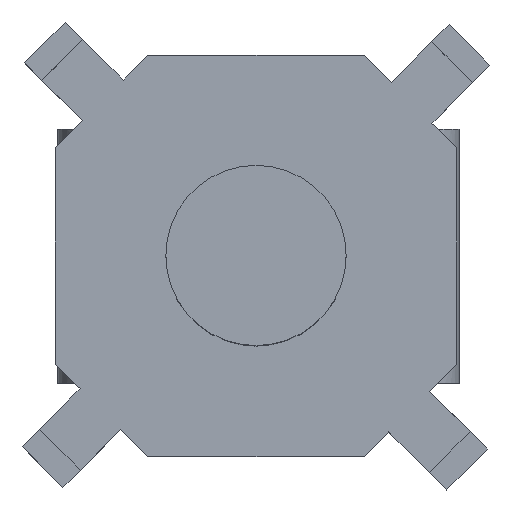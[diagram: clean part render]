
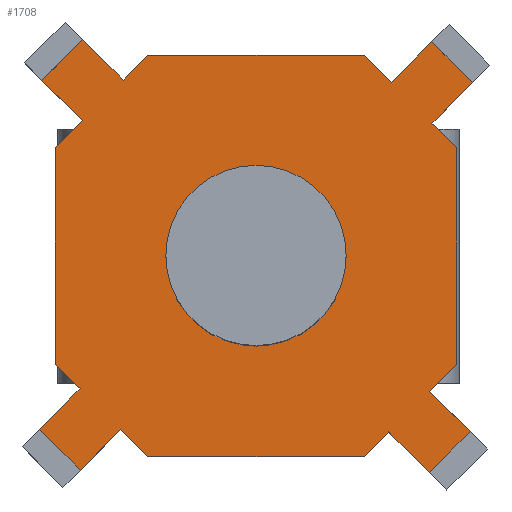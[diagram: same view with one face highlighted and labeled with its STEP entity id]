
A CAD part, top view. The second image highlights one B-rep face of the part: STEP entity #1708.
In plain terms, the highlighted planar face has unit normal (0, 0, 1).
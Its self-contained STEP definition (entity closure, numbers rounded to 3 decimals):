
#21=FACE_BOUND('',#220,.T.);
#41=PLANE('',#1821);
#127=FACE_OUTER_BOUND('',#219,.T.);
#219=EDGE_LOOP('',(#1335,#1336,#1337,#1338,#1339,#1340,#1341,#1342,#1343,
#1344,#1345,#1346,#1347,#1348,#1349,#1350,#1351,#1352,#1353,#1354,#1355,
#1356,#1357,#1358));
#220=EDGE_LOOP('',(#1359));
#291=CIRCLE('',#1811,11.);
#379=LINE('',#4380,#552);
#387=LINE('',#4396,#560);
#393=LINE('',#4407,#566);
#405=LINE('',#4431,#578);
#406=LINE('',#4434,#579);
#410=LINE('',#4444,#583);
#411=LINE('',#4446,#584);
#412=LINE('',#4448,#585);
#413=LINE('',#4450,#586);
#414=LINE('',#4452,#587);
#415=LINE('',#4454,#588);
#416=LINE('',#4456,#589);
#417=LINE('',#4458,#590);
#418=LINE('',#4460,#591);
#419=LINE('',#4462,#592);
#420=LINE('',#4464,#593);
#421=LINE('',#4466,#594);
#422=LINE('',#4468,#595);
#423=LINE('',#4470,#596);
#424=LINE('',#4472,#597);
#425=LINE('',#4474,#598);
#426=LINE('',#4476,#599);
#427=LINE('',#4478,#600);
#428=LINE('',#4479,#601);
#552=VECTOR('',#1987,10.);
#560=VECTOR('',#1999,10.);
#566=VECTOR('',#2007,10.);
#578=VECTOR('',#2025,10.);
#579=VECTOR('',#2028,10.);
#583=VECTOR('',#2036,10.);
#584=VECTOR('',#2037,10.);
#585=VECTOR('',#2038,10.);
#586=VECTOR('',#2039,10.);
#587=VECTOR('',#2040,10.);
#588=VECTOR('',#2041,10.);
#589=VECTOR('',#2042,10.);
#590=VECTOR('',#2043,10.);
#591=VECTOR('',#2044,10.);
#592=VECTOR('',#2045,10.);
#593=VECTOR('',#2046,10.);
#594=VECTOR('',#2047,10.);
#595=VECTOR('',#2048,10.);
#596=VECTOR('',#2049,10.);
#597=VECTOR('',#2050,10.);
#598=VECTOR('',#2051,10.);
#599=VECTOR('',#2052,10.);
#600=VECTOR('',#2053,10.);
#601=VECTOR('',#2054,10.);
#763=VERTEX_POINT('',#4374);
#764=VERTEX_POINT('',#4378);
#765=VERTEX_POINT('',#4379);
#770=VERTEX_POINT('',#4393);
#774=VERTEX_POINT('',#4402);
#784=VERTEX_POINT('',#4429);
#785=VERTEX_POINT('',#4433);
#789=VERTEX_POINT('',#4443);
#790=VERTEX_POINT('',#4445);
#791=VERTEX_POINT('',#4447);
#792=VERTEX_POINT('',#4449);
#793=VERTEX_POINT('',#4451);
#794=VERTEX_POINT('',#4453);
#795=VERTEX_POINT('',#4455);
#796=VERTEX_POINT('',#4457);
#797=VERTEX_POINT('',#4459);
#798=VERTEX_POINT('',#4461);
#799=VERTEX_POINT('',#4463);
#800=VERTEX_POINT('',#4465);
#801=VERTEX_POINT('',#4467);
#802=VERTEX_POINT('',#4469);
#803=VERTEX_POINT('',#4471);
#804=VERTEX_POINT('',#4473);
#805=VERTEX_POINT('',#4475);
#806=VERTEX_POINT('',#4477);
#962=EDGE_CURVE('',#763,#763,#291,.T.);
#963=EDGE_CURVE('',#764,#765,#379,.T.);
#971=EDGE_CURVE('',#770,#765,#387,.T.);
#977=EDGE_CURVE('',#774,#764,#393,.T.);
#989=EDGE_CURVE('',#784,#770,#405,.T.);
#990=EDGE_CURVE('',#774,#785,#406,.T.);
#995=EDGE_CURVE('',#784,#789,#410,.T.);
#996=EDGE_CURVE('',#790,#789,#411,.T.);
#997=EDGE_CURVE('',#790,#791,#412,.T.);
#998=EDGE_CURVE('',#791,#792,#413,.T.);
#999=EDGE_CURVE('',#793,#792,#414,.T.);
#1000=EDGE_CURVE('',#794,#793,#415,.T.);
#1001=EDGE_CURVE('',#794,#795,#416,.T.);
#1002=EDGE_CURVE('',#796,#795,#417,.T.);
#1003=EDGE_CURVE('',#796,#797,#418,.T.);
#1004=EDGE_CURVE('',#797,#798,#419,.T.);
#1005=EDGE_CURVE('',#799,#798,#420,.T.);
#1006=EDGE_CURVE('',#800,#799,#421,.T.);
#1007=EDGE_CURVE('',#800,#801,#422,.T.);
#1008=EDGE_CURVE('',#802,#801,#423,.T.);
#1009=EDGE_CURVE('',#802,#803,#424,.T.);
#1010=EDGE_CURVE('',#803,#804,#425,.T.);
#1011=EDGE_CURVE('',#805,#804,#426,.T.);
#1012=EDGE_CURVE('',#806,#805,#427,.T.);
#1013=EDGE_CURVE('',#806,#785,#428,.T.);
#1335=ORIENTED_EDGE('',*,*,#989,.F.);
#1336=ORIENTED_EDGE('',*,*,#995,.T.);
#1337=ORIENTED_EDGE('',*,*,#996,.F.);
#1338=ORIENTED_EDGE('',*,*,#997,.T.);
#1339=ORIENTED_EDGE('',*,*,#998,.T.);
#1340=ORIENTED_EDGE('',*,*,#999,.F.);
#1341=ORIENTED_EDGE('',*,*,#1000,.F.);
#1342=ORIENTED_EDGE('',*,*,#1001,.T.);
#1343=ORIENTED_EDGE('',*,*,#1002,.F.);
#1344=ORIENTED_EDGE('',*,*,#1003,.T.);
#1345=ORIENTED_EDGE('',*,*,#1004,.T.);
#1346=ORIENTED_EDGE('',*,*,#1005,.F.);
#1347=ORIENTED_EDGE('',*,*,#1006,.F.);
#1348=ORIENTED_EDGE('',*,*,#1007,.T.);
#1349=ORIENTED_EDGE('',*,*,#1008,.F.);
#1350=ORIENTED_EDGE('',*,*,#1009,.T.);
#1351=ORIENTED_EDGE('',*,*,#1010,.T.);
#1352=ORIENTED_EDGE('',*,*,#1011,.F.);
#1353=ORIENTED_EDGE('',*,*,#1012,.F.);
#1354=ORIENTED_EDGE('',*,*,#1013,.T.);
#1355=ORIENTED_EDGE('',*,*,#990,.F.);
#1356=ORIENTED_EDGE('',*,*,#977,.T.);
#1357=ORIENTED_EDGE('',*,*,#963,.T.);
#1358=ORIENTED_EDGE('',*,*,#971,.F.);
#1359=ORIENTED_EDGE('',*,*,#962,.T.);
#1708=ADVANCED_FACE('',(#127,#21),#41,.T.);
#1811=AXIS2_PLACEMENT_3D('',#4376,#1983,#1984);
#1821=AXIS2_PLACEMENT_3D('',#4442,#2034,#2035);
#1983=DIRECTION('center_axis',(0.,0.,-1.));
#1984=DIRECTION('ref_axis',(-1.,0.,0.));
#1987=DIRECTION('',(-0.707,0.707,0.));
#1999=DIRECTION('',(0.707,0.707,0.));
#2007=DIRECTION('',(0.707,0.707,0.));
#2025=DIRECTION('',(0.707,-0.707,0.));
#2028=DIRECTION('',(0.707,-0.707,0.));
#2034=DIRECTION('center_axis',(0.,0.,1.));
#2035=DIRECTION('ref_axis',(1.,0.,0.));
#2036=DIRECTION('',(-1.,0.,0.));
#2037=DIRECTION('',(0.707,0.707,0.));
#2038=DIRECTION('',(-0.707,0.707,0.));
#2039=DIRECTION('',(-0.707,-0.707,0.));
#2040=DIRECTION('',(-0.707,0.707,0.));
#2041=DIRECTION('',(0.707,0.707,0.));
#2042=DIRECTION('',(0.,-1.,0.));
#2043=DIRECTION('',(-0.707,0.707,0.));
#2044=DIRECTION('',(-0.707,-0.707,0.));
#2045=DIRECTION('',(0.707,-0.707,0.));
#2046=DIRECTION('',(-0.707,-0.707,0.));
#2047=DIRECTION('',(-0.707,0.707,0.));
#2048=DIRECTION('',(1.,0.,0.));
#2049=DIRECTION('',(-0.707,-0.707,0.));
#2050=DIRECTION('',(0.707,-0.707,0.));
#2051=DIRECTION('',(0.707,0.707,0.));
#2052=DIRECTION('',(0.707,-0.707,0.));
#2053=DIRECTION('',(-0.707,-0.707,0.));
#2054=DIRECTION('',(0.,1.,0.));
#4374=CARTESIAN_POINT('',(26.217,15.5,10.));
#4376=CARTESIAN_POINT('Origin',(15.217,15.5,10.));
#4378=CARTESIAN_POINT('',(41.641,36.662,10.));
#4379=CARTESIAN_POINT('',(36.662,41.641,10.));
#4380=CARTESIAN_POINT('',(37.766,40.538,10.));
#4393=CARTESIAN_POINT('',(31.712,36.691,10.));
#4396=CARTESIAN_POINT('',(31.712,36.691,10.));
#4402=CARTESIAN_POINT('',(36.691,31.712,10.));
#4407=CARTESIAN_POINT('',(36.691,31.712,10.));
#4429=CARTESIAN_POINT('',(28.404,40.,10.));
#4431=CARTESIAN_POINT('',(34.061,34.343,10.));
#4433=CARTESIAN_POINT('',(39.717,28.686,10.));
#4434=CARTESIAN_POINT('',(34.061,34.343,10.));
#4442=CARTESIAN_POINT('Origin',(15.5,15.5,10.));
#4443=CARTESIAN_POINT('',(2.031,40.,10.));
#4444=CARTESIAN_POINT('',(39.717,40.,10.));
#4445=CARTESIAN_POINT('',(-0.995,36.974,10.));
#4446=CARTESIAN_POINT('',(-3.626,34.343,10.));
#4447=CARTESIAN_POINT('',(-5.945,41.924,10.));
#4448=CARTESIAN_POINT('',(-0.995,36.974,10.));
#4449=CARTESIAN_POINT('',(-10.924,36.945,10.));
#4450=CARTESIAN_POINT('',(-9.82,38.048,10.));
#4451=CARTESIAN_POINT('',(-5.974,31.995,10.));
#4452=CARTESIAN_POINT('',(-5.974,31.995,10.));
#4453=CARTESIAN_POINT('',(-9.283,28.686,10.));
#4454=CARTESIAN_POINT('',(-3.626,34.343,10.));
#4455=CARTESIAN_POINT('',(-9.283,2.314,10.));
#4456=CARTESIAN_POINT('',(-9.283,40.,10.));
#4457=CARTESIAN_POINT('',(-6.257,-0.712,10.));
#4458=CARTESIAN_POINT('',(-3.626,-3.343,10.));
#4459=CARTESIAN_POINT('',(-11.206,-5.662,10.));
#4460=CARTESIAN_POINT('',(-6.257,-0.712,10.));
#4461=CARTESIAN_POINT('',(-6.227,-10.641,10.));
#4462=CARTESIAN_POINT('',(-7.331,-9.538,10.));
#4463=CARTESIAN_POINT('',(-1.278,-5.691,10.));
#4464=CARTESIAN_POINT('',(-1.278,-5.691,10.));
#4465=CARTESIAN_POINT('',(2.031,-9.,10.));
#4466=CARTESIAN_POINT('',(-3.626,-3.343,10.));
#4467=CARTESIAN_POINT('',(28.404,-9.,10.));
#4468=CARTESIAN_POINT('',(-9.283,-9.,10.));
#4469=CARTESIAN_POINT('',(31.43,-5.974,10.));
#4470=CARTESIAN_POINT('',(34.061,-3.343,10.));
#4471=CARTESIAN_POINT('',(36.38,-10.924,10.));
#4472=CARTESIAN_POINT('',(31.43,-5.974,10.));
#4473=CARTESIAN_POINT('',(41.358,-5.945,10.));
#4474=CARTESIAN_POINT('',(40.255,-7.048,10.));
#4475=CARTESIAN_POINT('',(36.409,-0.995,10.));
#4476=CARTESIAN_POINT('',(36.409,-0.995,10.));
#4477=CARTESIAN_POINT('',(39.717,2.314,10.));
#4478=CARTESIAN_POINT('',(34.061,-3.343,10.));
#4479=CARTESIAN_POINT('',(39.717,-9.,10.));
